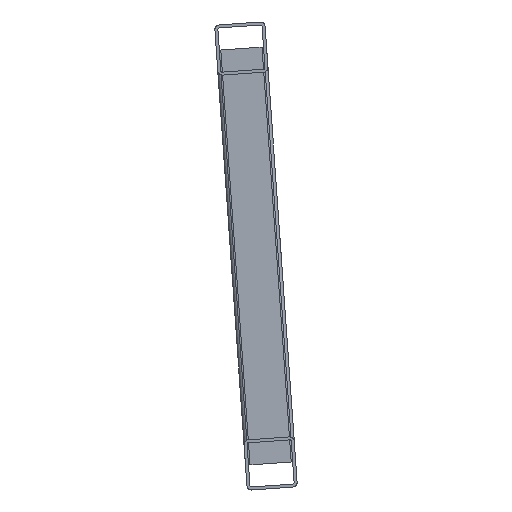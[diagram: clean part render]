
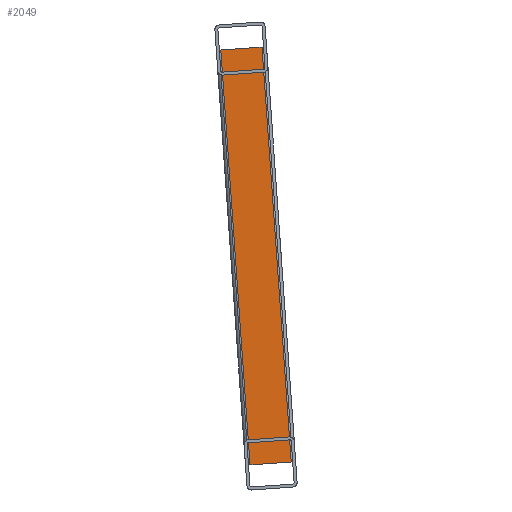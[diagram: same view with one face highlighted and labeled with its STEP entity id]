
A CAD part, left-side view. The second image highlights one B-rep face of the part: STEP entity #2049.
In plain terms, the highlighted planar face has unit normal (-1, 0, 0).
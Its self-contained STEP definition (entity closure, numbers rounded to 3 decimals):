
#321=FACE_OUTER_BOUND('',#439,.T.);
#439=EDGE_LOOP('',(#1839,#1840,#1841,#1842));
#624=LINE('',#3604,#816);
#632=LINE('',#3629,#824);
#633=LINE('',#3631,#825);
#634=LINE('',#3632,#826);
#816=VECTOR('',#2987,10.);
#824=VECTOR('',#3015,10.);
#825=VECTOR('',#3016,10.);
#826=VECTOR('',#3017,10.);
#1009=VERTEX_POINT('',#3601);
#1010=VERTEX_POINT('',#3603);
#1017=VERTEX_POINT('',#3628);
#1018=VERTEX_POINT('',#3630);
#1287=EDGE_CURVE('',#1010,#1009,#624,.T.);
#1300=EDGE_CURVE('',#1009,#1017,#632,.T.);
#1301=EDGE_CURVE('',#1018,#1017,#633,.T.);
#1302=EDGE_CURVE('',#1010,#1018,#634,.T.);
#1839=ORIENTED_EDGE('',*,*,#1300,.T.);
#1840=ORIENTED_EDGE('',*,*,#1301,.F.);
#1841=ORIENTED_EDGE('',*,*,#1302,.F.);
#1842=ORIENTED_EDGE('',*,*,#1287,.T.);
#1943=PLANE('',#2407);
#2049=ADVANCED_FACE('',(#321),#1943,.T.);
#2407=AXIS2_PLACEMENT_3D('',#3627,#3013,#3014);
#2987=DIRECTION('',(0.,0.,1.));
#3013=DIRECTION('center_axis',(-1.,0.,0.));
#3014=DIRECTION('ref_axis',(0.,0.,1.));
#3015=DIRECTION('',(0.,1.,0.));
#3016=DIRECTION('',(0.,0.,1.));
#3017=DIRECTION('',(0.,1.,0.));
#3601=CARTESIAN_POINT('',(-25.,-20.5,413.066));
#3603=CARTESIAN_POINT('',(-25.,-20.5,0.));
#3604=CARTESIAN_POINT('',(-25.,-20.5,0.));
#3627=CARTESIAN_POINT('Origin',(-25.,-20.5,0.));
#3628=CARTESIAN_POINT('',(-25.,20.5,413.066));
#3629=CARTESIAN_POINT('',(-25.,-10.25,413.066));
#3630=CARTESIAN_POINT('',(-25.,20.5,0.));
#3631=CARTESIAN_POINT('',(-25.,20.5,0.));
#3632=CARTESIAN_POINT('',(-25.,-10.25,0.));
